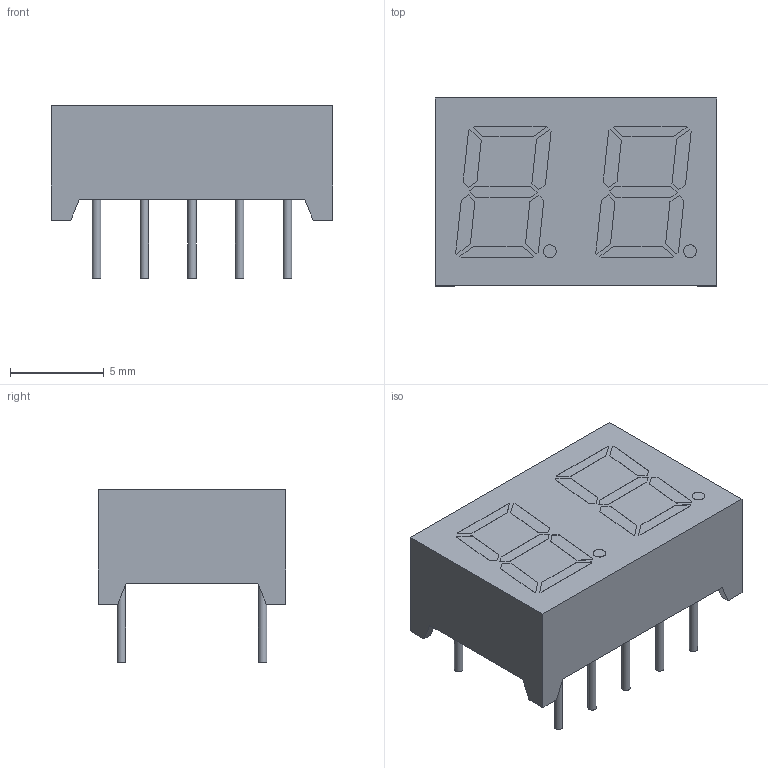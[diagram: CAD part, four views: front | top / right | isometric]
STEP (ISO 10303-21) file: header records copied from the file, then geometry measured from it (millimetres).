
FILE_DESCRIPTION(/* description */ (''),/* implementation_level */ '2;1');
FILE_NAME(/* name */ 'DICE_2281.step',/* time_stamp */ '2023-08-20T00:53:01-05:00',/* author */ (''),/* organization */ (''),/* preprocessor_version */ 'ST-DEVELOPER v20',/* originating_system */ 'Autodesk Translation Framework v12.9.0.99',/* authorisation */ '');
FILE_SCHEMA (('AUTOMOTIVE_DESIGN { 1 0 10303 214 3 1 1 }'));
Length unit declared in the file: millimetre
Products named in the file (1): 7-Segment - 2281AW (leads trimmed)
Bounding box: 15 x 10 x 9.2 mm (x, y, z)
Volume: 760.9 mm3; surface area: 631.4 mm2
Topology: 1 solids, 1 shells, 150 faces, 366 edges, 244 vertices
Faces by surface type: plane 136, cylinder 10, bspline 4
Full cylindrical faces by diameter (mm): 0.45 x10
Entity records: 4406 total; most frequent: CARTESIAN_POINT 797, ORIENTED_EDGE 732, DIRECTION 688, EDGE_CURVE 366, LINE 338, VECTOR 338, VERTEX_POINT 244, EDGE_LOOP 176
